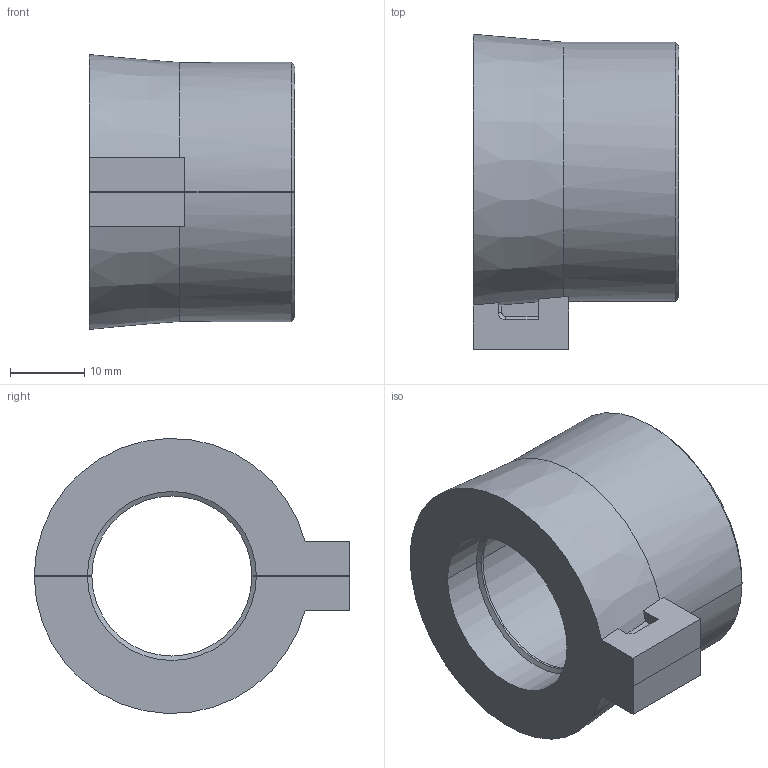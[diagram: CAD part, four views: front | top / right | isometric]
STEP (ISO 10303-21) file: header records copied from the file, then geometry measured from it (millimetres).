
FILE_DESCRIPTION (( 'STEP AP214' ), '1' );
FILE_NAME ('568375.STEP', '2024-12-04T18:48:54', ( '' ), ( '' ), 'SwSTEP 2.0', 'SolidWorks 2024', '' );
FILE_SCHEMA (( 'AUTOMOTIVE_DESIGN' ));
Length unit declared in the file: inch
Products named in the file (1): 568375
Bounding box: 27.8 x 42.57 x 37.11 mm (x, y, z)
Volume: 16851.8 mm3; surface area: 7522.2 mm2
Topology: 2 solids, 2 shells, 46 faces, 126 edges, 84 vertices
Faces by surface type: plane 22, cylinder 14, cone 8, torus 2
Entity records: 1520 total; most frequent: CARTESIAN_POINT 291, ORIENTED_EDGE 252, DIRECTION 248, EDGE_CURVE 126, AXIS2_PLACEMENT_3D 85, VERTEX_POINT 84, LINE 78, VECTOR 78
